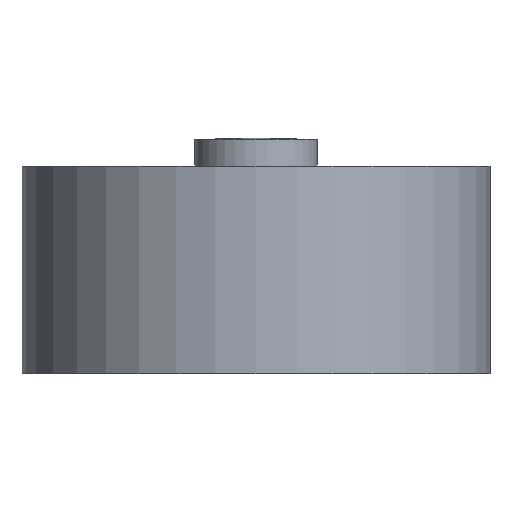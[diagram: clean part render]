
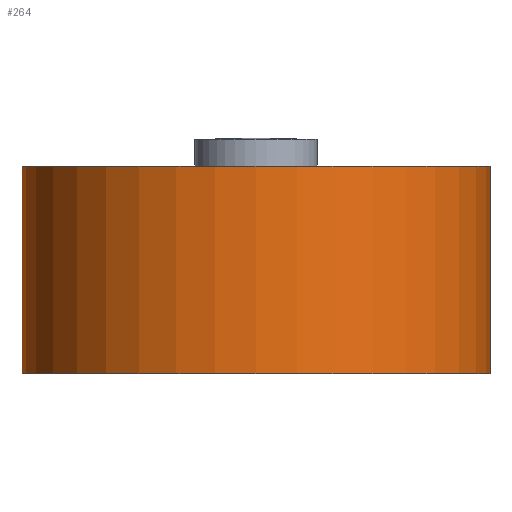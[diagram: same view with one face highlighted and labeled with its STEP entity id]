
A CAD part, front view. The second image highlights one B-rep face of the part: STEP entity #264.
In plain terms, the highlighted cylindrical face has radius 37.846 mm (diameter 75.692 mm), a full revolution.
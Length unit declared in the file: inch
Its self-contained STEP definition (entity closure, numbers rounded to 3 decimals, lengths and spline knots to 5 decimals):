
#181=CARTESIAN_POINT('',(0.0,0.,-0.68));
#182=DIRECTION('',(0.0,0.0,-1.0));
#183=DIRECTION('',(1.0,0.0,0.0));
#184=AXIS2_PLACEMENT_3D('',#181,#182,#183);
#185=CYLINDRICAL_SURFACE('',#184,1.49);
#186=CARTESIAN_POINT('',(-1.49,0.,-0.02));
#187=VERTEX_POINT('',#186);
#188=CARTESIAN_POINT('',(0.0,0.,-0.02));
#189=DIRECTION('',(0.0,0.0,-1.0));
#190=DIRECTION('',(1.0,0.0,0.0));
#191=AXIS2_PLACEMENT_3D('',#188,#189,#190);
#192=CIRCLE('',#191,1.49);
#193=EDGE_CURVE('',#187,#187,#192,.T.);
#194=ORIENTED_EDGE('',*,*,#193,.T.);
#195=EDGE_LOOP('',(#194));
#196=FACE_OUTER_BOUND('',#195,.T.);
#197=CARTESIAN_POINT('',(0.,-1.49,-1.025));
#198=VERTEX_POINT('',#197);
#199=CARTESIAN_POINT('',(0.,-1.49,-1.275));
#200=VERTEX_POINT('',#199);
#201=CARTESIAN_POINT('',(0.,-1.49,-1.025));
#202=CARTESIAN_POINT('',(0.00041,-1.49,-1.02503));
#203=CARTESIAN_POINT('',(0.00082,-1.49,-1.02507));
#204=CARTESIAN_POINT('',(0.01614,-1.48999,-1.02648));
#205=CARTESIAN_POINT('',(0.03069,-1.48975,-1.03048));
#206=CARTESIAN_POINT('',(0.05841,-1.48892,-1.04363));
#207=CARTESIAN_POINT('',(0.07127,-1.48833,-1.05294));
#208=CARTESIAN_POINT('',(0.09266,-1.48715,-1.07543));
#209=CARTESIAN_POINT('',(0.10114,-1.48658,-1.08836));
#210=CARTESIAN_POINT('',(0.11334,-1.4857,-1.11755));
#211=CARTESIAN_POINT('',(0.1166,-1.48543,-1.13368));
#212=CARTESIAN_POINT('',(0.1166,-1.48543,-1.16632));
#213=CARTESIAN_POINT('',(0.11334,-1.4857,-1.18245));
#214=CARTESIAN_POINT('',(0.10114,-1.48658,-1.21164));
#215=CARTESIAN_POINT('',(0.09266,-1.48715,-1.22457));
#216=CARTESIAN_POINT('',(0.07127,-1.48833,-1.24706));
#217=CARTESIAN_POINT('',(0.05841,-1.48892,-1.25637));
#218=CARTESIAN_POINT('',(0.03069,-1.48975,-1.26952));
#219=CARTESIAN_POINT('',(0.01614,-1.48999,-1.27352));
#220=CARTESIAN_POINT('',(0.00082,-1.49,-1.27493));
#221=CARTESIAN_POINT('',(0.00041,-1.49,-1.27497));
#222=CARTESIAN_POINT('',(0.,-1.49,-1.275));
#223=B_SPLINE_CURVE_WITH_KNOTS('',3,(#201,#202,#203,#204,#205,#206,#207,#208,#209,#210,#211,#212,#213,#214,#215,#216,#217,#218,#219,#220,#221,#222),.UNSPECIFIED.,.F.,.U.,(4,2,2,2,2,2,2,2,2,2,4),(-0.00124,0.0,0.04489,0.09208,0.13808,0.18706,0.23603,0.28203,0.32922,0.37411,0.37535),.UNSPECIFIED.);
#224=EDGE_CURVE('',#198,#200,#223,.T.);
#225=ORIENTED_EDGE('',*,*,#224,.T.);
#226=CARTESIAN_POINT('',(0.,-1.49,-1.275));
#227=CARTESIAN_POINT('',(-0.00041,-1.49,-1.27497));
#228=CARTESIAN_POINT('',(-0.00082,-1.49,-1.27493));
#229=CARTESIAN_POINT('',(-0.01614,-1.48999,-1.27352));
#230=CARTESIAN_POINT('',(-0.03069,-1.48975,-1.26952));
#231=CARTESIAN_POINT('',(-0.05841,-1.48892,-1.25637));
#232=CARTESIAN_POINT('',(-0.07127,-1.48833,-1.24706));
#233=CARTESIAN_POINT('',(-0.09266,-1.48715,-1.22457));
#234=CARTESIAN_POINT('',(-0.10114,-1.48658,-1.21164));
#235=CARTESIAN_POINT('',(-0.11334,-1.4857,-1.18245));
#236=CARTESIAN_POINT('',(-0.1166,-1.48543,-1.16632));
#237=CARTESIAN_POINT('',(-0.1166,-1.48543,-1.13368));
#238=CARTESIAN_POINT('',(-0.11334,-1.4857,-1.11755));
#239=CARTESIAN_POINT('',(-0.10114,-1.48658,-1.08836));
#240=CARTESIAN_POINT('',(-0.09266,-1.48715,-1.07543));
#241=CARTESIAN_POINT('',(-0.07127,-1.48833,-1.05294));
#242=CARTESIAN_POINT('',(-0.05841,-1.48892,-1.04363));
#243=CARTESIAN_POINT('',(-0.03069,-1.48975,-1.03048));
#244=CARTESIAN_POINT('',(-0.01614,-1.48999,-1.02648));
#245=CARTESIAN_POINT('',(-0.00082,-1.49,-1.02507));
#246=CARTESIAN_POINT('',(-0.00041,-1.49,-1.02503));
#247=CARTESIAN_POINT('',(0.,-1.49,-1.025));
#248=B_SPLINE_CURVE_WITH_KNOTS('',3,(#226,#227,#228,#229,#230,#231,#232,#233,#234,#235,#236,#237,#238,#239,#240,#241,#242,#243,#244,#245,#246,#247),.UNSPECIFIED.,.F.,.U.,(4,2,2,2,2,2,2,2,2,2,4),(-0.00124,0.0,0.04489,0.09208,0.13808,0.18706,0.23603,0.28203,0.32922,0.37411,0.37535),.UNSPECIFIED.);
#249=EDGE_CURVE('',#200,#198,#248,.T.);
#250=ORIENTED_EDGE('',*,*,#249,.T.);
#251=EDGE_LOOP('',(#225,#250));
#252=FACE_BOUND('',#251,.T.);
#253=CARTESIAN_POINT('',(-1.49,0.,-1.34));
#254=VERTEX_POINT('',#253);
#255=CARTESIAN_POINT('',(0.0,0.,-1.34));
#256=DIRECTION('',(0.0,0.0,-1.0));
#257=DIRECTION('',(1.0,0.0,0.0));
#258=AXIS2_PLACEMENT_3D('',#255,#256,#257);
#259=CIRCLE('',#258,1.49);
#260=EDGE_CURVE('',#254,#254,#259,.T.);
#261=ORIENTED_EDGE('',*,*,#260,.F.);
#262=EDGE_LOOP('',(#261));
#263=FACE_BOUND('',#262,.T.);
#264=ADVANCED_FACE('',(#196,#252,#263),#185,.T.);
